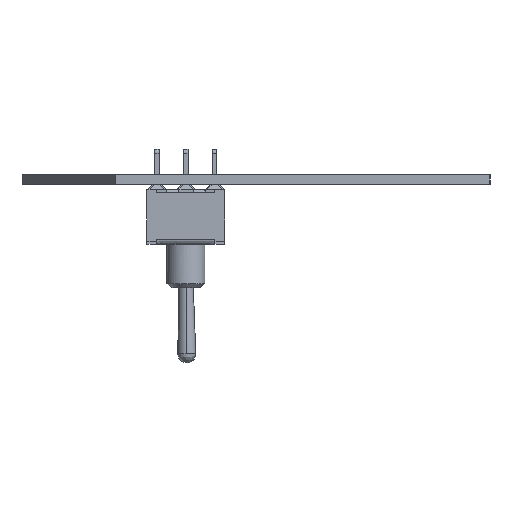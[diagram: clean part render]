
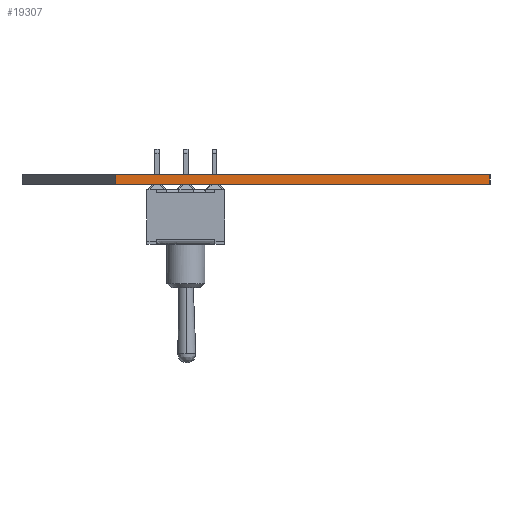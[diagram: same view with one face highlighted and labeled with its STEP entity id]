
A CAD part, left-side view. The second image highlights one B-rep face of the part: STEP entity #19307.
In plain terms, the highlighted planar face has unit normal (-1, 0, 0).
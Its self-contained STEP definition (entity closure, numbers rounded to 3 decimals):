
#16117 = PLANE('',#16118);
#16118 = AXIS2_PLACEMENT_3D('',#16119,#16120,#16121);
#16119 = CARTESIAN_POINT('',(81.022,-107.656,1.6));
#16120 = DIRECTION('',(-0.,-0.,-1.));
#16121 = DIRECTION('',(-1.,0.,0.));
#16145 = PLANE('',#16146);
#16146 = AXIS2_PLACEMENT_3D('',#16147,#16148,#16149);
#16147 = CARTESIAN_POINT('',(127.,-142.24,0.));
#16148 = DIRECTION('',(0.,-1.,0.));
#16149 = DIRECTION('',(-1.,0.,0.));
#16171 = PLANE('',#16172);
#16172 = AXIS2_PLACEMENT_3D('',#16173,#16174,#16175);
#16173 = CARTESIAN_POINT('',(81.022,-107.656,0.));
#16174 = DIRECTION('',(-0.,-0.,-1.));
#16175 = DIRECTION('',(-1.,0.,0.));
#16264 = VERTEX_POINT('',#16265);
#16265 = CARTESIAN_POINT('',(30.48,-142.24,1.6));
#16286 = EDGE_CURVE('',#16287,#16264,#16289,.T.);
#16287 = VERTEX_POINT('',#16288);
#16288 = CARTESIAN_POINT('',(30.48,-142.24,0.));
#16289 = SURFACE_CURVE('',#16290,(#16294,#16301),.PCURVE_S1.);
#16290 = LINE('',#16291,#16292);
#16291 = CARTESIAN_POINT('',(30.48,-142.24,0.));
#16292 = VECTOR('',#16293,1.);
#16293 = DIRECTION('',(0.,0.,1.));
#16294 = PCURVE('',#16145,#16295);
#16295 = DEFINITIONAL_REPRESENTATION('',(#16296),#16300);
#16296 = LINE('',#16297,#16298);
#16297 = CARTESIAN_POINT('',(96.52,0.));
#16298 = VECTOR('',#16299,1.);
#16299 = DIRECTION('',(0.,-1.));
#16300 = ( GEOMETRIC_REPRESENTATION_CONTEXT(2) 
PARAMETRIC_REPRESENTATION_CONTEXT() REPRESENTATION_CONTEXT('2D SPACE',''
  ) );
#16301 = PCURVE('',#16302,#16307);
#16302 = PLANE('',#16303);
#16303 = AXIS2_PLACEMENT_3D('',#16304,#16305,#16306);
#16304 = CARTESIAN_POINT('',(30.48,-142.24,0.));
#16305 = DIRECTION('',(-1.,0.,0.));
#16306 = DIRECTION('',(0.,1.,0.));
#16307 = DEFINITIONAL_REPRESENTATION('',(#16308),#16312);
#16308 = LINE('',#16309,#16310);
#16309 = CARTESIAN_POINT('',(0.,0.));
#16310 = VECTOR('',#16311,1.);
#16311 = DIRECTION('',(0.,-1.));
#16312 = ( GEOMETRIC_REPRESENTATION_CONTEXT(2) 
PARAMETRIC_REPRESENTATION_CONTEXT() REPRESENTATION_CONTEXT('2D SPACE',''
  ) );
#16340 = EDGE_CURVE('',#16287,#16341,#16343,.T.);
#16341 = VERTEX_POINT('',#16342);
#16342 = CARTESIAN_POINT('',(30.48,-81.28,0.));
#16343 = SURFACE_CURVE('',#16344,(#16348,#16355),.PCURVE_S1.);
#16344 = LINE('',#16345,#16346);
#16345 = CARTESIAN_POINT('',(30.48,-142.24,0.));
#16346 = VECTOR('',#16347,1.);
#16347 = DIRECTION('',(0.,1.,0.));
#16348 = PCURVE('',#16171,#16349);
#16349 = DEFINITIONAL_REPRESENTATION('',(#16350),#16354);
#16350 = LINE('',#16351,#16352);
#16351 = CARTESIAN_POINT('',(50.542,-34.584));
#16352 = VECTOR('',#16353,1.);
#16353 = DIRECTION('',(0.,1.));
#16354 = ( GEOMETRIC_REPRESENTATION_CONTEXT(2) 
PARAMETRIC_REPRESENTATION_CONTEXT() REPRESENTATION_CONTEXT('2D SPACE',''
  ) );
#16355 = PCURVE('',#16302,#16356);
#16356 = DEFINITIONAL_REPRESENTATION('',(#16357),#16361);
#16357 = LINE('',#16358,#16359);
#16358 = CARTESIAN_POINT('',(0.,0.));
#16359 = VECTOR('',#16360,1.);
#16360 = DIRECTION('',(1.,0.));
#16361 = ( GEOMETRIC_REPRESENTATION_CONTEXT(2) 
PARAMETRIC_REPRESENTATION_CONTEXT() REPRESENTATION_CONTEXT('2D SPACE',''
  ) );
#16379 = PLANE('',#16380);
#16380 = AXIS2_PLACEMENT_3D('',#16381,#16382,#16383);
#16381 = CARTESIAN_POINT('',(30.48,-81.28,0.));
#16382 = DIRECTION('',(0.,1.,0.));
#16383 = DIRECTION('',(1.,0.,0.));
#17923 = EDGE_CURVE('',#16264,#17924,#17926,.T.);
#17924 = VERTEX_POINT('',#17925);
#17925 = CARTESIAN_POINT('',(30.48,-81.28,1.6));
#17926 = SURFACE_CURVE('',#17927,(#17931,#17938),.PCURVE_S1.);
#17927 = LINE('',#17928,#17929);
#17928 = CARTESIAN_POINT('',(30.48,-142.24,1.6));
#17929 = VECTOR('',#17930,1.);
#17930 = DIRECTION('',(0.,1.,0.));
#17931 = PCURVE('',#16117,#17932);
#17932 = DEFINITIONAL_REPRESENTATION('',(#17933),#17937);
#17933 = LINE('',#17934,#17935);
#17934 = CARTESIAN_POINT('',(50.542,-34.584));
#17935 = VECTOR('',#17936,1.);
#17936 = DIRECTION('',(0.,1.));
#17937 = ( GEOMETRIC_REPRESENTATION_CONTEXT(2) 
PARAMETRIC_REPRESENTATION_CONTEXT() REPRESENTATION_CONTEXT('2D SPACE',''
  ) );
#17938 = PCURVE('',#16302,#17939);
#17939 = DEFINITIONAL_REPRESENTATION('',(#17940),#17944);
#17940 = LINE('',#17941,#17942);
#17941 = CARTESIAN_POINT('',(0.,-1.6));
#17942 = VECTOR('',#17943,1.);
#17943 = DIRECTION('',(1.,0.));
#17944 = ( GEOMETRIC_REPRESENTATION_CONTEXT(2) 
PARAMETRIC_REPRESENTATION_CONTEXT() REPRESENTATION_CONTEXT('2D SPACE',''
  ) );
#19307 = ADVANCED_FACE('',(#19308),#16302,.T.);
#19308 = FACE_BOUND('',#19309,.T.);
#19309 = EDGE_LOOP('',(#19310,#19311,#19312,#19333));
#19310 = ORIENTED_EDGE('',*,*,#16286,.T.);
#19311 = ORIENTED_EDGE('',*,*,#17923,.T.);
#19312 = ORIENTED_EDGE('',*,*,#19313,.F.);
#19313 = EDGE_CURVE('',#16341,#17924,#19314,.T.);
#19314 = SURFACE_CURVE('',#19315,(#19319,#19326),.PCURVE_S1.);
#19315 = LINE('',#19316,#19317);
#19316 = CARTESIAN_POINT('',(30.48,-81.28,0.));
#19317 = VECTOR('',#19318,1.);
#19318 = DIRECTION('',(0.,0.,1.));
#19319 = PCURVE('',#16302,#19320);
#19320 = DEFINITIONAL_REPRESENTATION('',(#19321),#19325);
#19321 = LINE('',#19322,#19323);
#19322 = CARTESIAN_POINT('',(60.96,0.));
#19323 = VECTOR('',#19324,1.);
#19324 = DIRECTION('',(0.,-1.));
#19325 = ( GEOMETRIC_REPRESENTATION_CONTEXT(2) 
PARAMETRIC_REPRESENTATION_CONTEXT() REPRESENTATION_CONTEXT('2D SPACE',''
  ) );
#19326 = PCURVE('',#16379,#19327);
#19327 = DEFINITIONAL_REPRESENTATION('',(#19328),#19332);
#19328 = LINE('',#19329,#19330);
#19329 = CARTESIAN_POINT('',(0.,0.));
#19330 = VECTOR('',#19331,1.);
#19331 = DIRECTION('',(0.,-1.));
#19332 = ( GEOMETRIC_REPRESENTATION_CONTEXT(2) 
PARAMETRIC_REPRESENTATION_CONTEXT() REPRESENTATION_CONTEXT('2D SPACE',''
  ) );
#19333 = ORIENTED_EDGE('',*,*,#16340,.F.);
